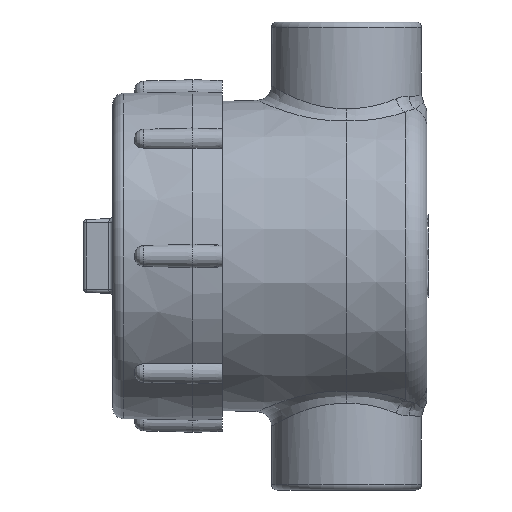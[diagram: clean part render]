
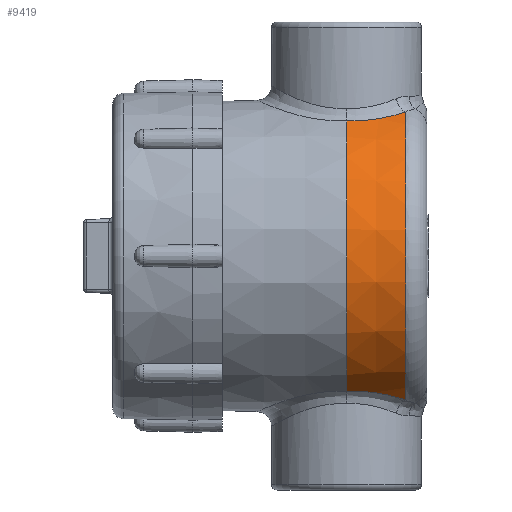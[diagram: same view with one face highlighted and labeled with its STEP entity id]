
A CAD part, left-side view. The second image highlights one B-rep face of the part: STEP entity #9419.
In plain terms, the highlighted conical face has half-angle 1.5 degrees and reference radius 34.291 mm.
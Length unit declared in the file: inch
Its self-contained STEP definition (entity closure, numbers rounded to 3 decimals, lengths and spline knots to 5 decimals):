
#700=FACE_OUTER_BOUND('',#1310,.T.);
#1310=EDGE_LOOP('',(#6733,#6734,#6735,#6736));
#3540=B_SPLINE_CURVE_WITH_KNOTS('',3,(#15057,#15058,#15059,#15060,#15061,
#15062,#15063,#15064,#15065,#15066,#15067,#15068,#15069,#15070,#15071,#15072,
#15073,#15074,#15075,#15076,#15077,#15078),.UNSPECIFIED.,.F.,.F.,(4,3,3,
3,3,3,3,4),(0.,0.22501,0.45484,0.50065,0.72507,
0.92666,0.94948,1.),.UNSPECIFIED.);
#3541=B_SPLINE_CURVE_WITH_KNOTS('',3,(#15081,#15082,#15083,#15084,#15085,
#15086,#15087,#15088,#15089,#15090,#15091,#15092,#15093,#15094,#15095,#15096,
#15097,#15098,#15099),.UNSPECIFIED.,.F.,.F.,(4,3,3,3,3,3,4),(0.,0.19685,
0.4083,0.49928,0.72606,0.94817,
1.),.UNSPECIFIED.);
#3782=CIRCLE('',#10035,1.35005);
#3812=CIRCLE('',#10082,1.33683);
#4094=VERTEX_POINT('',#13170);
#4095=VERTEX_POINT('',#13250);
#4332=VERTEX_POINT('',#15056);
#4333=VERTEX_POINT('',#15079);
#5021=EDGE_CURVE('',#4094,#4095,#3782,.T.);
#5272=EDGE_CURVE('',#4094,#4332,#3540,.T.);
#5273=EDGE_CURVE('',#4332,#4333,#3812,.T.);
#5274=EDGE_CURVE('',#4333,#4095,#3541,.T.);
#6733=ORIENTED_EDGE('',*,*,#5021,.F.);
#6734=ORIENTED_EDGE('',*,*,#5272,.T.);
#6735=ORIENTED_EDGE('',*,*,#5273,.T.);
#6736=ORIENTED_EDGE('',*,*,#5274,.T.);
#9369=CONICAL_SURFACE('',#10081,1.35005,0.026);
#9419=ADVANCED_FACE('',(#700),#9369,.T.);
#10035=AXIS2_PLACEMENT_3D('',#13251,#10824,#10825);
#10081=AXIS2_PLACEMENT_3D('',#15055,#11067,#11068);
#10082=AXIS2_PLACEMENT_3D('',#15080,#11069,#11070);
#10824=DIRECTION('center_axis',(0.,1.,0.));
#10825=DIRECTION('ref_axis',(0.,0.,1.));
#11067=DIRECTION('center_axis',(0.,1.,0.));
#11068=DIRECTION('ref_axis',(0.,0.,1.));
#11069=DIRECTION('center_axis',(0.,1.,0.));
#11070=DIRECTION('ref_axis',(0.,0.,-1.));
#13170=CARTESIAN_POINT('',(-0.70064,0.6875,-1.15401));
#13250=CARTESIAN_POINT('',(-0.70064,0.6875,1.15401));
#13251=CARTESIAN_POINT('Origin',(0.,0.6875,0.));
#15055=CARTESIAN_POINT('Origin',(0.,0.6875,0.));
#15056=CARTESIAN_POINT('',(-0.52355,0.18259,-1.23005));
#15057=CARTESIAN_POINT('Ctrl Pts',(-0.70064,0.6875,
-1.15401));
#15058=CARTESIAN_POINT('Ctrl Pts',(-0.70044,0.64571,
-1.15286));
#15059=CARTESIAN_POINT('Ctrl Pts',(-0.69715,0.60447,
-1.15367));
#15060=CARTESIAN_POINT('Ctrl Pts',(-0.69086,0.5639,
-1.15619));
#15061=CARTESIAN_POINT('Ctrl Pts',(-0.68444,0.52247,
-1.15877));
#15062=CARTESIAN_POINT('Ctrl Pts',(-0.6749,0.48172,
-1.16314));
#15063=CARTESIAN_POINT('Ctrl Pts',(-0.66227,0.44181,
-1.16907));
#15064=CARTESIAN_POINT('Ctrl Pts',(-0.65976,0.43385,
-1.17025));
#15065=CARTESIAN_POINT('Ctrl Pts',(-0.65712,0.42593,
-1.17149));
#15066=CARTESIAN_POINT('Ctrl Pts',(-0.65436,0.41804,
-1.1728));
#15067=CARTESIAN_POINT('Ctrl Pts',(-0.64083,0.37939,
-1.17919));
#15068=CARTESIAN_POINT('Ctrl Pts',(-0.62449,0.34205,
-1.18691));
#15069=CARTESIAN_POINT('Ctrl Pts',(-0.60546,0.30629,
-1.1955));
#15070=CARTESIAN_POINT('Ctrl Pts',(-0.58836,0.27417,
-1.20321));
#15071=CARTESIAN_POINT('Ctrl Pts',(-0.56909,0.24332,
-1.21163));
#15072=CARTESIAN_POINT('Ctrl Pts',(-0.54772,0.21399,
-1.22038));
#15073=CARTESIAN_POINT('Ctrl Pts',(-0.5453,0.21067,
-1.22137));
#15074=CARTESIAN_POINT('Ctrl Pts',(-0.54285,0.20737,
-1.22236));
#15075=CARTESIAN_POINT('Ctrl Pts',(-0.54038,0.20409,
-1.22336));
#15076=CARTESIAN_POINT('Ctrl Pts',(-0.5349,0.19682,
-1.22557));
#15077=CARTESIAN_POINT('Ctrl Pts',(-0.52929,0.18966,
-1.2278));
#15078=CARTESIAN_POINT('Ctrl Pts',(-0.52355,0.18259,
-1.23005));
#15079=CARTESIAN_POINT('',(-0.52355,0.18259,1.23005));
#15080=CARTESIAN_POINT('Origin',(0.,0.18259,0.));
#15081=CARTESIAN_POINT('Ctrl Pts',(-0.52355,0.18259,
1.23005));
#15082=CARTESIAN_POINT('Ctrl Pts',(-0.54593,0.21012,
1.22131));
#15083=CARTESIAN_POINT('Ctrl Pts',(-0.56631,0.2392,
1.21275));
#15084=CARTESIAN_POINT('Ctrl Pts',(-0.58465,0.26957,
1.20474));
#15085=CARTESIAN_POINT('Ctrl Pts',(-0.60434,0.30219,
1.19613));
#15086=CARTESIAN_POINT('Ctrl Pts',(-0.62167,0.33631,
1.18815));
#15087=CARTESIAN_POINT('Ctrl Pts',(-0.63655,0.37169,
1.18118));
#15088=CARTESIAN_POINT('Ctrl Pts',(-0.64295,0.38691,
1.17819));
#15089=CARTESIAN_POINT('Ctrl Pts',(-0.64889,0.40236,
1.17538));
#15090=CARTESIAN_POINT('Ctrl Pts',(-0.65437,0.41803,
1.17279));
#15091=CARTESIAN_POINT('Ctrl Pts',(-0.66804,0.45708,
1.16633));
#15092=CARTESIAN_POINT('Ctrl Pts',(-0.67871,0.49696,
1.16136));
#15093=CARTESIAN_POINT('Ctrl Pts',(-0.68635,0.53755,
1.15807));
#15094=CARTESIAN_POINT('Ctrl Pts',(-0.69383,0.5773,
1.15486));
#15095=CARTESIAN_POINT('Ctrl Pts',(-0.69841,0.61772,
1.15327));
#15096=CARTESIAN_POINT('Ctrl Pts',(-0.70001,0.65871,
1.15353));
#15097=CARTESIAN_POINT('Ctrl Pts',(-0.70038,0.66828,
1.15359));
#15098=CARTESIAN_POINT('Ctrl Pts',(-0.7006,0.67787,
1.15375));
#15099=CARTESIAN_POINT('Ctrl Pts',(-0.70064,0.6875,
1.15401));
